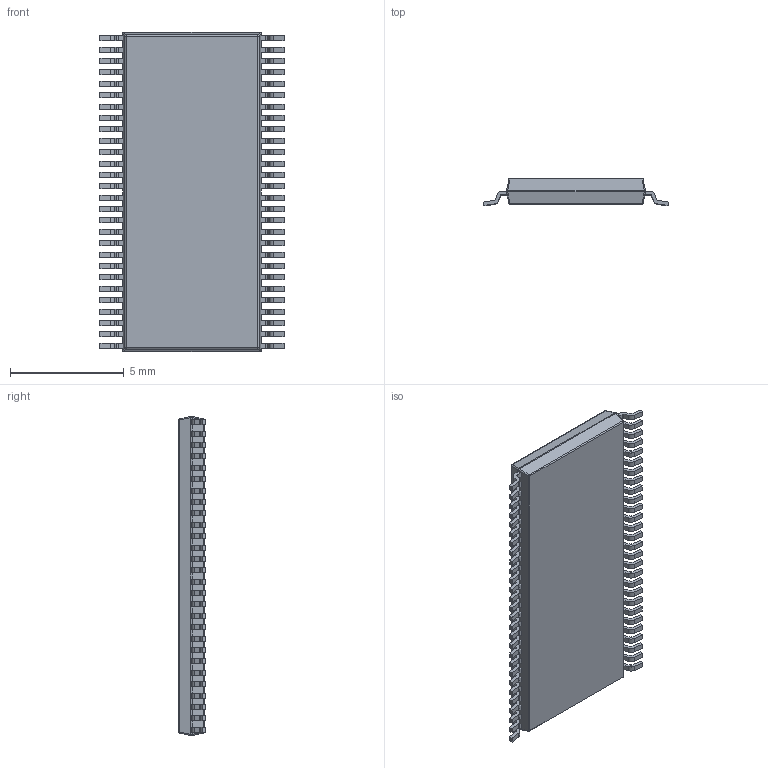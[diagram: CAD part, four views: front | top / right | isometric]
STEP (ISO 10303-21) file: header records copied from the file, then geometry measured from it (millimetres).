
FILE_DESCRIPTION (( 'STEP AP214' ), '1' );
FILE_NAME ('TI-DCA-56.STEP', '2014-08-29T12:31:35', ( '' ), ( '' ), 'SwSTEP 2.0', 'SolidWorks 2014', '' );
FILE_SCHEMA (( 'AUTOMOTIVE_DESIGN' ));
Length unit declared in the file: millimetre
Products named in the file (2): TI-DCA-56
Bounding box: 8.12 x 1.2 x 14 mm (x, y, z)
Volume: 97.9 mm3; surface area: 259.1 mm2
Topology: 1 solids, 1 shells, 769 faces, 2282 edges, 1508 vertices
Faces by surface type: plane 519, cylinder 242, sphere 8
Entity records: 33629 total; most frequent: CARTESIAN_POINT 4613, ORIENTED_EDGE 4548, DIRECTION 4272, EDGE_CURVE 2274, LINE 1778, VECTOR 1778, VERTEX_POINT 1508, AXIS2_PLACEMENT_3D 1247
